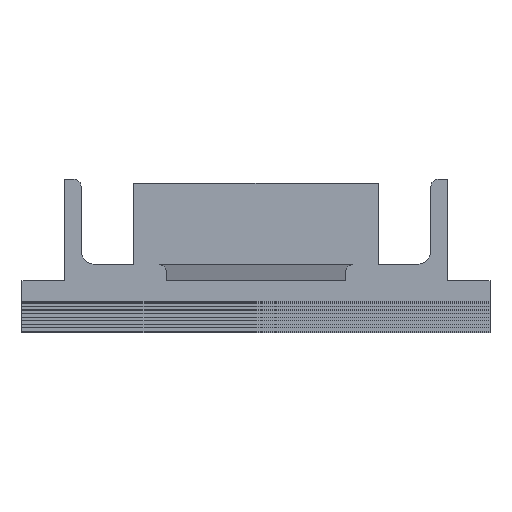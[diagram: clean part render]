
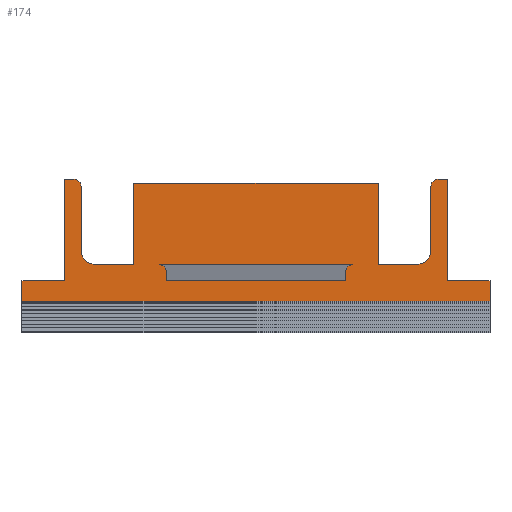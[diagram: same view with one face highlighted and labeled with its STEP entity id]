
A CAD part, top view. The second image highlights one B-rep face of the part: STEP entity #174.
In plain terms, the highlighted planar face has unit normal (0, 0, 1).
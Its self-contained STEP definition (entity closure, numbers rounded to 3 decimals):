
#174=ADVANCED_FACE('',(#405,#406),#407,.T.);
#405=FACE_OUTER_BOUND('',#690,.T.);
#406=FACE_BOUND('',#691,.T.);
#407=PLANE('',#692);
#690=EDGE_LOOP('',(#1243,#1244,#1245,#1246,#1247,#1248,#1249,#1250,#1251,#1252,#1253,#1254,#1255,#1256,#1257,#1258,#1259,#1260,#1261,#1262));
#691=EDGE_LOOP('',(#1263,#1264,#1265,#1266,#1267,#1268));
#692=AXIS2_PLACEMENT_3D('',#1269,#1270,#1271);
#1243=ORIENTED_EDGE('',*,*,#2070,.F.);
#1244=ORIENTED_EDGE('',*,*,#2071,.T.);
#1245=ORIENTED_EDGE('',*,*,#2072,.F.);
#1246=ORIENTED_EDGE('',*,*,#2073,.T.);
#1247=ORIENTED_EDGE('',*,*,#2074,.F.);
#1248=ORIENTED_EDGE('',*,*,#2075,.T.);
#1249=ORIENTED_EDGE('',*,*,#2076,.T.);
#1250=ORIENTED_EDGE('',*,*,#2077,.T.);
#1251=ORIENTED_EDGE('',*,*,#2078,.T.);
#1252=ORIENTED_EDGE('',*,*,#2079,.F.);
#1253=ORIENTED_EDGE('',*,*,#2080,.T.);
#1254=ORIENTED_EDGE('',*,*,#2081,.F.);
#1255=ORIENTED_EDGE('',*,*,#2082,.T.);
#1256=ORIENTED_EDGE('',*,*,#2083,.T.);
#1257=ORIENTED_EDGE('',*,*,#2067,.F.);
#1258=ORIENTED_EDGE('',*,*,#2084,.T.);
#1259=ORIENTED_EDGE('',*,*,#2085,.T.);
#1260=ORIENTED_EDGE('',*,*,#2086,.F.);
#1261=ORIENTED_EDGE('',*,*,#2087,.F.);
#1262=ORIENTED_EDGE('',*,*,#2088,.F.);
#1263=ORIENTED_EDGE('',*,*,#2089,.F.);
#1264=ORIENTED_EDGE('',*,*,#2090,.T.);
#1265=ORIENTED_EDGE('',*,*,#2091,.T.);
#1266=ORIENTED_EDGE('',*,*,#2092,.F.);
#1267=ORIENTED_EDGE('',*,*,#2093,.F.);
#1268=ORIENTED_EDGE('',*,*,#2094,.T.);
#1269=CARTESIAN_POINT('',(0.0,0.0,2222.0));
#1270=DIRECTION('',(0.0,0.0,1.0));
#1271=DIRECTION('',(1.0,-0.0,0.0));
#2067=EDGE_CURVE('',#2708,#2710,#2711,.T.);
#2070=EDGE_CURVE('',#2714,#2715,#2716,.T.);
#2071=EDGE_CURVE('',#2714,#2717,#2718,.T.);
#2072=EDGE_CURVE('',#2719,#2717,#2720,.T.);
#2073=EDGE_CURVE('',#2719,#2721,#2722,.T.);
#2074=EDGE_CURVE('',#2723,#2721,#2724,.T.);
#2075=EDGE_CURVE('',#2723,#2725,#2726,.T.);
#2076=EDGE_CURVE('',#2725,#2727,#2728,.T.);
#2077=EDGE_CURVE('',#2727,#2729,#2730,.T.);
#2078=EDGE_CURVE('',#2729,#2731,#2732,.T.);
#2079=EDGE_CURVE('',#2733,#2731,#2734,.T.);
#2080=EDGE_CURVE('',#2733,#2735,#2736,.T.);
#2081=EDGE_CURVE('',#2737,#2735,#2738,.T.);
#2082=EDGE_CURVE('',#2737,#2739,#2740,.T.);
#2083=EDGE_CURVE('',#2739,#2710,#2741,.T.);
#2084=EDGE_CURVE('',#2708,#2742,#2743,.T.);
#2085=EDGE_CURVE('',#2742,#2744,#2745,.T.);
#2086=EDGE_CURVE('',#2746,#2744,#2747,.T.);
#2087=EDGE_CURVE('',#2748,#2746,#2749,.T.);
#2088=EDGE_CURVE('',#2715,#2748,#2750,.T.);
#2089=EDGE_CURVE('',#2751,#2752,#2753,.T.);
#2090=EDGE_CURVE('',#2751,#2754,#2755,.T.);
#2091=EDGE_CURVE('',#2754,#2756,#2757,.T.);
#2092=EDGE_CURVE('',#2758,#2756,#2759,.T.);
#2093=EDGE_CURVE('',#2760,#2758,#2761,.T.);
#2094=EDGE_CURVE('',#2760,#2752,#2762,.T.);
#2708=VERTEX_POINT('',#3833);
#2710=VERTEX_POINT('',#3836);
#2711=LINE('',#3837,#3838);
#2714=VERTEX_POINT('',#3842);
#2715=VERTEX_POINT('',#3843);
#2716=LINE('',#3844,#3845);
#2717=VERTEX_POINT('',#3846);
#2718=CIRCLE('',#3847,1.75);
#2719=VERTEX_POINT('',#3848);
#2720=LINE('',#3849,#3850);
#2721=VERTEX_POINT('',#3851);
#2722=CIRCLE('',#3852,3.5);
#2723=VERTEX_POINT('',#3853);
#2724=LINE('',#3854,#3855);
#2725=VERTEX_POINT('',#3856);
#2726=LINE('',#3857,#3858);
#2727=VERTEX_POINT('',#3859);
#2728=LINE('',#3860,#3861);
#2729=VERTEX_POINT('',#3862);
#2730=LINE('',#3863,#3864);
#2731=VERTEX_POINT('',#3865);
#2732=LINE('',#3866,#3867);
#2733=VERTEX_POINT('',#3868);
#2734=CIRCLE('',#3869,3.5);
#2735=VERTEX_POINT('',#3870);
#2736=LINE('',#3871,#3872);
#2737=VERTEX_POINT('',#3873);
#2738=CIRCLE('',#3874,1.75);
#2739=VERTEX_POINT('',#3875);
#2740=LINE('',#3876,#3877);
#2741=LINE('',#3878,#3879);
#2742=VERTEX_POINT('',#3880);
#2743=LINE('',#3881,#3882);
#2744=VERTEX_POINT('',#3883);
#2745=LINE('',#3884,#3885);
#2746=VERTEX_POINT('',#3886);
#2747=LINE('',#3887,#3888);
#2748=VERTEX_POINT('',#3889);
#2749=LINE('',#3890,#3891);
#2750=LINE('',#3892,#3893);
#2751=VERTEX_POINT('',#3894);
#2752=VERTEX_POINT('',#3895);
#2753=CIRCLE('',#3896,1.75);
#2754=VERTEX_POINT('',#3897);
#2755=LINE('',#3898,#3899);
#2756=VERTEX_POINT('',#3900);
#2757=CIRCLE('',#3901,1.75);
#2758=VERTEX_POINT('',#3902);
#2759=LINE('',#3903,#3904);
#2760=VERTEX_POINT('',#3905);
#2761=LINE('',#3906,#3907);
#2762=LINE('',#3908,#3909);
#3833=CARTESIAN_POINT('',(-57.5,-14.0,2222.0));
#3836=CARTESIAN_POINT('',(-47.0,-14.0,2222.0));
#3837=CARTESIAN_POINT('',(-57.5,-14.0,2222.0));
#3838=VECTOR('',#4418,10.5);
#3842=CARTESIAN_POINT('',(44.75,11.0,2222.0));
#3843=CARTESIAN_POINT('',(47.0,11.0,2222.0));
#3844=CARTESIAN_POINT('',(44.75,11.0,2222.0));
#3845=VECTOR('',#4420,2.25);
#3846=CARTESIAN_POINT('',(43.0,9.25,2222.0));
#3847=AXIS2_PLACEMENT_3D('',#4421,#4422,#4423);
#3848=CARTESIAN_POINT('',(43.0,-6.5,2222.0));
#3849=CARTESIAN_POINT('',(43.0,-6.5,2222.0));
#3850=VECTOR('',#4424,15.75);
#3851=CARTESIAN_POINT('',(39.5,-10.0,2222.0));
#3852=AXIS2_PLACEMENT_3D('',#4425,#4426,#4427);
#3853=CARTESIAN_POINT('',(30.0,-10.0,2222.0));
#3854=CARTESIAN_POINT('',(30.0,-10.0,2222.0));
#3855=VECTOR('',#4428,9.5);
#3856=CARTESIAN_POINT('',(30.0,10.0,2222.0));
#3857=CARTESIAN_POINT('',(30.0,-10.0,2222.0));
#3858=VECTOR('',#4429,20.0);
#3859=CARTESIAN_POINT('',(-30.0,10.0,2222.0));
#3860=CARTESIAN_POINT('',(30.0,10.0,2222.0));
#3861=VECTOR('',#4430,60.0);
#3862=CARTESIAN_POINT('',(-30.0,-10.0,2222.0));
#3863=CARTESIAN_POINT('',(-30.0,10.0,2222.0));
#3864=VECTOR('',#4431,20.0);
#3865=CARTESIAN_POINT('',(-39.5,-10.0,2222.0));
#3866=CARTESIAN_POINT('',(-30.0,-10.0,2222.0));
#3867=VECTOR('',#4432,9.5);
#3868=CARTESIAN_POINT('',(-43.0,-6.5,2222.0));
#3869=AXIS2_PLACEMENT_3D('',#4433,#4434,#4435);
#3870=CARTESIAN_POINT('',(-43.0,9.25,2222.0));
#3871=CARTESIAN_POINT('',(-43.0,-6.5,2222.0));
#3872=VECTOR('',#4436,15.75);
#3873=CARTESIAN_POINT('',(-44.75,11.0,2222.0));
#3874=AXIS2_PLACEMENT_3D('',#4437,#4438,#4439);
#3875=CARTESIAN_POINT('',(-47.0,11.0,2222.0));
#3876=CARTESIAN_POINT('',(-44.75,11.0,2222.0));
#3877=VECTOR('',#4440,2.25);
#3878=CARTESIAN_POINT('',(-47.0,11.0,2222.0));
#3879=VECTOR('',#4441,25.0);
#3880=CARTESIAN_POINT('',(-57.5,-19.0,2222.0));
#3881=CARTESIAN_POINT('',(-57.5,-14.0,2222.0));
#3882=VECTOR('',#4442,5.0);
#3883=CARTESIAN_POINT('',(57.5,-19.0,2222.0));
#3884=CARTESIAN_POINT('',(-57.5,-19.0,2222.0));
#3885=VECTOR('',#4443,115.0);
#3886=CARTESIAN_POINT('',(57.5,-14.0,2222.0));
#3887=CARTESIAN_POINT('',(57.5,-14.0,2222.0));
#3888=VECTOR('',#4444,5.0);
#3889=CARTESIAN_POINT('',(47.0,-14.0,2222.0));
#3890=CARTESIAN_POINT('',(47.0,-14.0,2222.0));
#3891=VECTOR('',#4445,10.5);
#3892=CARTESIAN_POINT('',(47.0,11.0,2222.0));
#3893=VECTOR('',#4446,25.0);
#3894=CARTESIAN_POINT('',(-23.75,-10.0,2222.0));
#3895=CARTESIAN_POINT('',(-22.0,-11.75,2222.0));
#3896=AXIS2_PLACEMENT_3D('',#4447,#4448,#4449);
#3897=CARTESIAN_POINT('',(23.75,-10.0,2222.0));
#3898=CARTESIAN_POINT('',(-23.75,-10.0,2222.0));
#3899=VECTOR('',#4450,47.5);
#3900=CARTESIAN_POINT('',(22.0,-11.75,2222.0));
#3901=AXIS2_PLACEMENT_3D('',#4451,#4452,#4453);
#3902=CARTESIAN_POINT('',(22.0,-14.0,2222.0));
#3903=CARTESIAN_POINT('',(22.0,-14.0,2222.0));
#3904=VECTOR('',#4454,2.25);
#3905=CARTESIAN_POINT('',(-22.0,-14.0,2222.0));
#3906=CARTESIAN_POINT('',(-22.0,-14.0,2222.0));
#3907=VECTOR('',#4455,44.0);
#3908=CARTESIAN_POINT('',(-22.0,-14.0,2222.0));
#3909=VECTOR('',#4456,2.25);
#4418=DIRECTION('',(1.0,0.0,0.0));
#4420=DIRECTION('',(1.0,0.0,0.0));
#4421=CARTESIAN_POINT('',(44.75,9.25,2222.0));
#4422=DIRECTION('',(0.0,-0.0,1.0));
#4423=DIRECTION('',(0.0,1.0,0.0));
#4424=DIRECTION('',(0.0,1.0,0.0));
#4425=CARTESIAN_POINT('',(39.5,-6.5,2222.0));
#4426=DIRECTION('',(0.0,0.0,-1.0));
#4427=DIRECTION('',(1.0,0.0,0.0));
#4428=DIRECTION('',(1.0,0.0,0.0));
#4429=DIRECTION('',(0.0,1.0,0.0));
#4430=DIRECTION('',(-1.0,0.0,0.0));
#4431=DIRECTION('',(0.0,-1.0,0.0));
#4432=DIRECTION('',(-1.0,0.0,0.0));
#4433=CARTESIAN_POINT('',(-39.5,-6.5,2222.0));
#4434=DIRECTION('',(0.0,0.0,1.0));
#4435=DIRECTION('',(-1.0,0.0,0.0));
#4436=DIRECTION('',(0.0,1.0,0.0));
#4437=CARTESIAN_POINT('',(-44.75,9.25,2222.0));
#4438=DIRECTION('',(0.0,0.0,-1.0));
#4439=DIRECTION('',(0.0,1.0,0.0));
#4440=DIRECTION('',(-1.0,0.0,0.0));
#4441=DIRECTION('',(0.0,-1.0,0.0));
#4442=DIRECTION('',(0.0,-1.0,0.0));
#4443=DIRECTION('',(1.0,0.0,0.0));
#4444=DIRECTION('',(0.0,-1.0,0.0));
#4445=DIRECTION('',(1.0,0.0,0.0));
#4446=DIRECTION('',(0.0,-1.0,0.0));
#4447=CARTESIAN_POINT('',(-23.75,-11.75,2222.0));
#4448=DIRECTION('',(0.0,0.0,-1.0));
#4449=DIRECTION('',(0.0,1.0,0.0));
#4450=DIRECTION('',(1.0,0.0,0.0));
#4451=CARTESIAN_POINT('',(23.75,-11.75,2222.0));
#4452=DIRECTION('',(0.0,-0.0,1.0));
#4453=DIRECTION('',(0.0,1.0,0.0));
#4454=DIRECTION('',(0.0,1.0,0.0));
#4455=DIRECTION('',(1.0,0.0,0.0));
#4456=DIRECTION('',(0.0,1.0,0.0));
